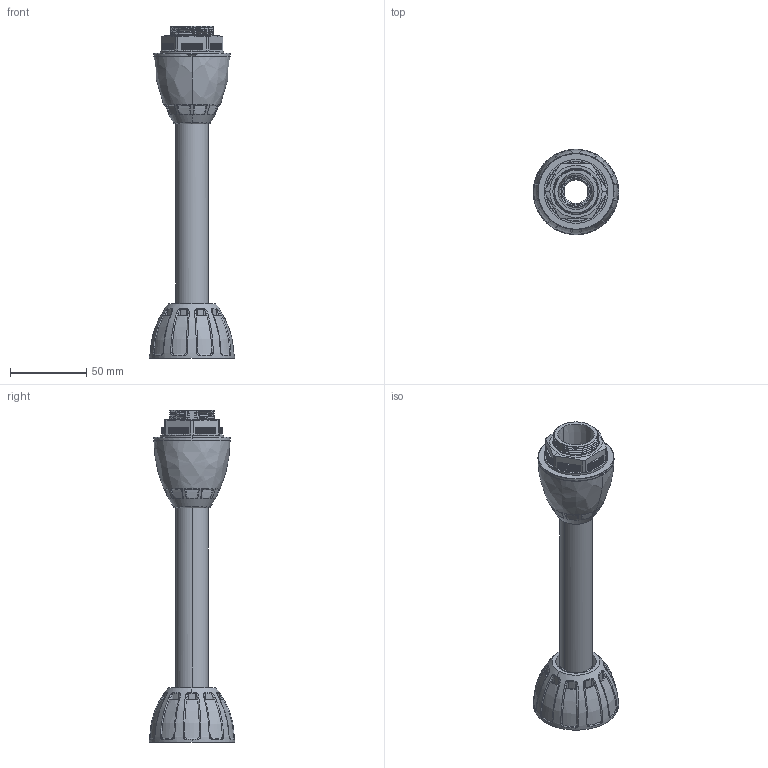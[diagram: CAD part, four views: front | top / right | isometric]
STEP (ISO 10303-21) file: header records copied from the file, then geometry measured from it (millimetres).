
FILE_DESCRIPTION((''),'2;1');
FILE_NAME('217499_ASM','2020-05-01T13:54:45',('PDMAdmin'),('BANNER ENGINEERING'),'CREO PARAMETRIC BY PTC INC, 2019292','CREO PARAMETRIC BY PTC INC, 2019292','');
FILE_SCHEMA(('CONFIG_CONTROL_DESIGN'));
Products named in the file (7): 131922; 180959; 191130; 199731; 27772; 08249; 217499_ASM
Assembly tree (6 placements, depth 2):
  217499_ASM
    131922
    180959
    191130
    199731
    27772
    08249
Bounding box: 56.02 x 56 x 218 mm (x, y, z)
Volume: 88559.9 mm3; surface area: 77397 mm2
Topology: 6 solids, 7 shells, 1107 faces, 3086 edges, 1988 vertices
Faces by surface type: cylinder 380, bspline 316, plane 264, torus 60, cone 41, sphere 24, revolution 22
Entity records: 97131 total; most frequent: CARTESIAN_POINT 71219, ORIENTED_EDGE 6168, DIRECTION 4295, EDGE_CURVE 3086, VERTEX_POINT 1988, AXIS2_PLACEMENT_3D 1588, B_SPLINE_CURVE_WITH_KNOTS 1207, EDGE_LOOP 1156
